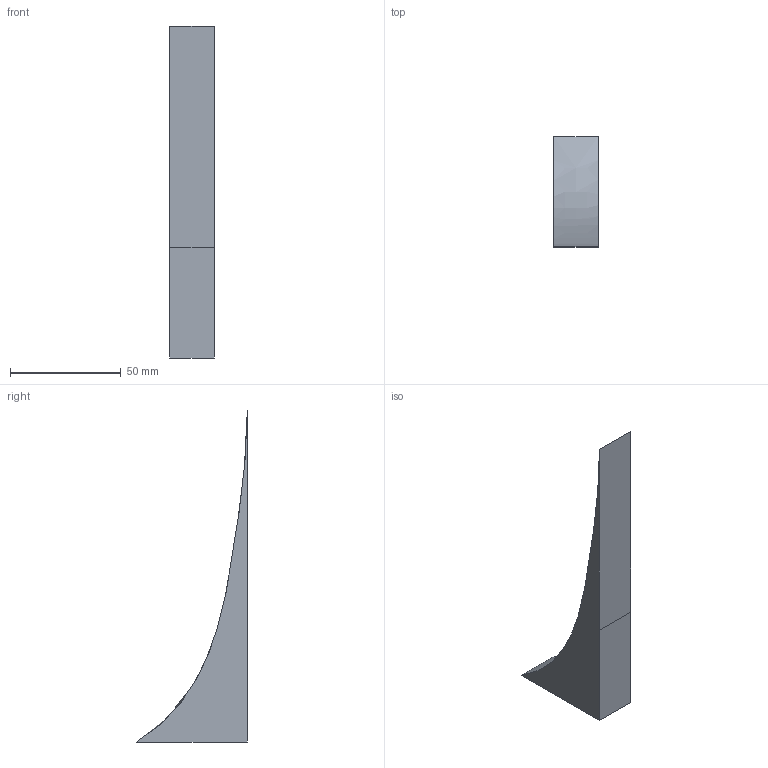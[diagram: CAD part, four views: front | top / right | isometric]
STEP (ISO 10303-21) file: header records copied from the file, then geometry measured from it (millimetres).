
FILE_DESCRIPTION(('CATIA V5 STEP Exchange'),'2;1');
FILE_NAME('Mattheck_a.stp','2016-11-09T15:04:00+00:00',('none'),('none'),'Version 5-6 Release 2013','CATIA V5 STEP AP203','none');
FILE_SCHEMA(('CONFIG_CONTROL_DESIGN'));
Length unit declared in the file: millimetre
Products named in the file (1): Mattheck_a
Bounding box: 20 x 50 x 150.06 mm (x, y, z)
Volume: 37224.5 mm3; surface area: 11010.3 mm2
Topology: 1 solids, 1 shells, 6 faces, 13 edges, 12 vertices
Faces by surface type: plane 5, extrusion 1
Entity records: 250 total; most frequent: CARTESIAN_POINT 79, ORIENTED_EDGE 24, DIRECTION 20, VECTOR 12, EDGE_CURVE 12, LINE 11, VERTEX_POINT 8, ADVANCED_FACE 6
